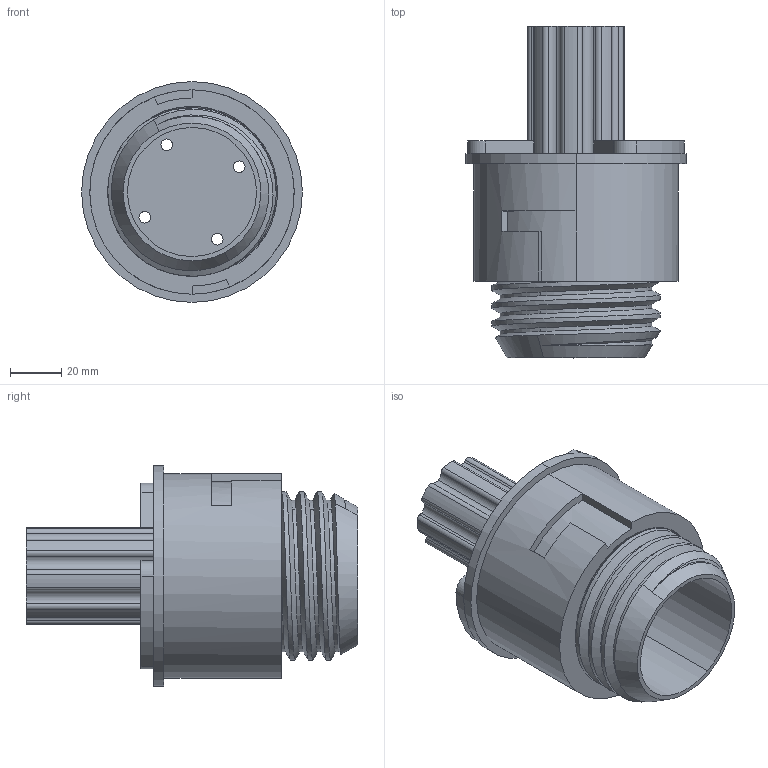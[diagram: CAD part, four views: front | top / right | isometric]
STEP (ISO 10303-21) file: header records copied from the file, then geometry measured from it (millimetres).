
FILE_DESCRIPTION (( 'STEP AP214' ), '1' );
FILE_NAME ('Conjunto-iman-D50.STEP', '2024-07-24T13:40:16', ( '' ), ( '' ), 'SwSTEP 2.0', 'SolidWorks 2023', '' );
FILE_SCHEMA (( 'AUTOMOTIVE_DESIGN' ));
Length unit declared in the file: millimetre
Products named in the file (3): Conjunto-iman-D50; Posicionador iman D50 macizo aluminio; Casquillo D50 aluminio
Assembly tree (2 placements, depth 2):
  Conjunto-iman-D50
    Posicionador iman D50 macizo aluminio
    Casquillo D50 aluminio
Bounding box: 86.5 x 130 x 86.5 mm (x, y, z)
Volume: 276867.6 mm3; surface area: 85371.8 mm2
Topology: 2 solids, 2 shells, 149 faces, 416 edges, 275 vertices
Faces by surface type: cylinder 106, plane 31, bspline 6, cone 6
Entity records: 11208 total; most frequent: CARTESIAN_POINT 7403, ORIENTED_EDGE 832, DIRECTION 777, EDGE_CURVE 416, AXIS2_PLACEMENT_3D 309, VERTEX_POINT 275, EDGE_LOOP 163, CIRCLE 161
